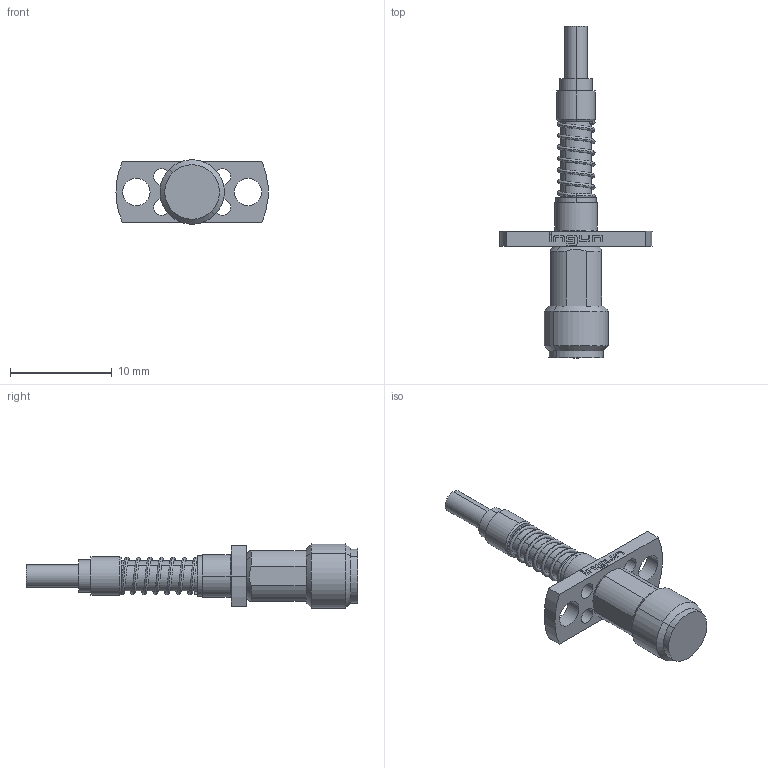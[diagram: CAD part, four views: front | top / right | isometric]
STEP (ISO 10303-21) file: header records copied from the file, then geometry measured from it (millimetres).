
FILE_DESCRIPTION (( 'STEP AP203' ), '1' );
FILE_NAME ('INGUN_HFS-336_302_040_A_xx43_JSC.STEP', '2022-04-28T05:19:45', ( 'ochi' ), ( '' ), 'SwSTEP 2.0', 'SolidWorks 2018', '' );
FILE_SCHEMA (( 'CONFIG_CONTROL_DESIGN' ));
Length unit declared in the file: millimetre
Products named in the file (1): INGUN_HFS-336_302_040_A_xx43_JSC
Bounding box: 14.97 x 32.7 x 6.33 mm (x, y, z)
Volume: 547.6 mm3; surface area: 757.1 mm2
Topology: 1 solids, 1 shells, 160 faces, 397 edges, 254 vertices
Faces by surface type: plane 70, cylinder 46, bspline 24, cone 12, torus 8
Entity records: 6836 total; most frequent: CARTESIAN_POINT 3073, ORIENTED_EDGE 794, DIRECTION 705, EDGE_CURVE 397, AXIS2_PLACEMENT_3D 264, VERTEX_POINT 254, EDGE_LOOP 189, LINE 177
